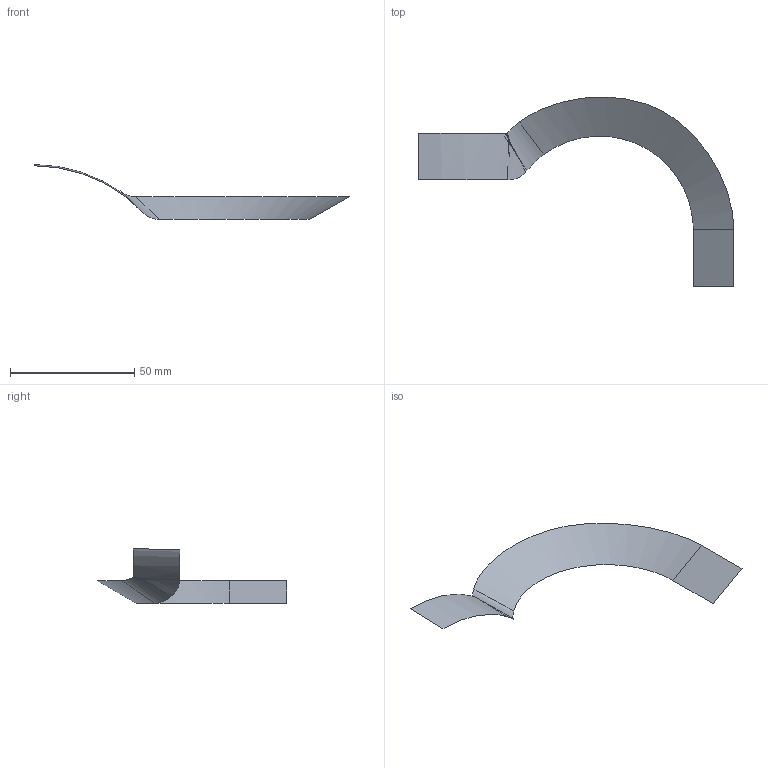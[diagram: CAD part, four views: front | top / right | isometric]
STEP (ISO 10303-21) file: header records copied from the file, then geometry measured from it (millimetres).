
FILE_DESCRIPTION(/* description */ (''),/* implementation_level */ '2;1');
FILE_NAME(/* name */ 'auspuffschelle_test.stp',/* time_stamp */ '2016-09-28T11:37:00+02:00',/* author */ (''),/* organization */ (''),/* preprocessor_version */ 'ST-DEVELOPER v16',/* originating_system */ 'SIEMENS PLM Software NX 10.0',/* authorisation */ '');
FILE_SCHEMA (('AUTOMOTIVE_DESIGN { 1 0 10303 214 3 1 1 1 }'));
Length unit declared in the file: millimetre
Products named in the file (1): klei259009927gyb
Bounding box: 127.03 x 76.37 x 22.04 mm (x, y, z)
Surface area: 3292.7 mm2 (no closed solid volume)
Topology: 0 solids, 1 shells, 6 faces, 19 edges, 14 vertices
Faces by surface type: bspline 6
Entity records: 324 total; most frequent: CARTESIAN_POINT 193, ORIENTED_EDGE 24, EDGE_CURVE 19, VERTEX_POINT 14, B_SPLINE_CURVE_WITH_KNOTS 13, ADVANCED_FACE 6, FACE_OUTER_BOUND 6, EDGE_LOOP 6
